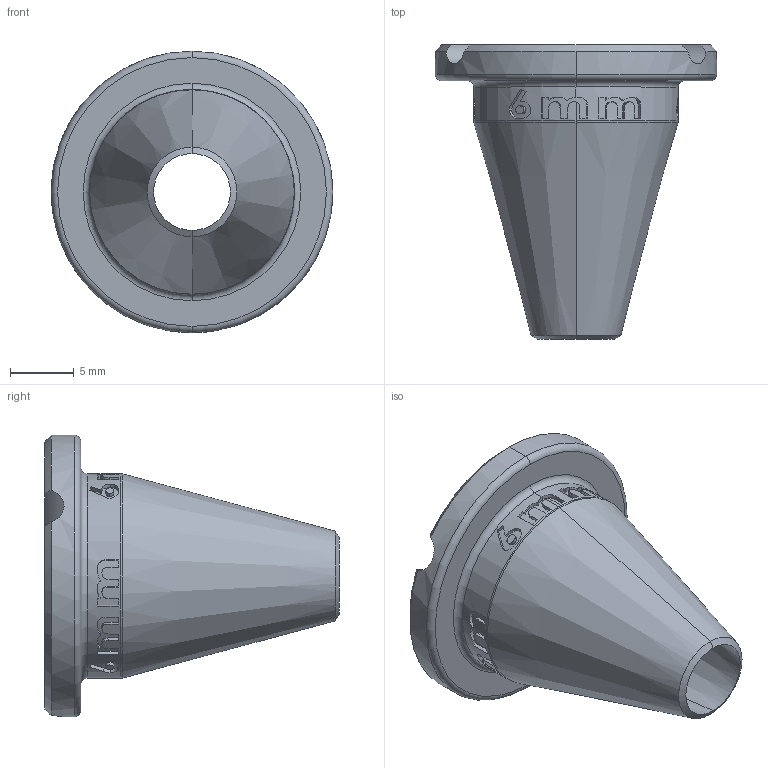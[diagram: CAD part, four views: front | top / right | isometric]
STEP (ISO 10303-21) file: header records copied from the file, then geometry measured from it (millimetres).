
FILE_DESCRIPTION (( 'STEP AP214' ), '1' );
FILE_NAME ('Nozzle_vpp_6mm.STEP', '2024-09-18T12:52:18', ( '' ), ( '' ), 'SwSTEP 2.0', 'SolidWorks 2024', '' );
FILE_SCHEMA (( 'AUTOMOTIVE_DESIGN' ));
Length unit declared in the file: millimetre
Products named in the file (1): Nozzle_vpp_6mm
Bounding box: 22 x 23 x 22 mm (x, y, z)
Volume: 2193.3 mm3; surface area: 2071.1 mm2
Topology: 1 solids, 1 shells, 194 faces, 532 edges, 350 vertices
Faces by surface type: bspline 81, plane 70, cylinder 21, cone 13, torus 9
Entity records: 16916 total; most frequent: CARTESIAN_POINT 12692, ORIENTED_EDGE 1064, DIRECTION 562, EDGE_CURVE 532, VERTEX_POINT 350, B_SPLINE_CURVE_WITH_KNOTS 289, EDGE_LOOP 206, AXIS2_PLACEMENT_3D 205
